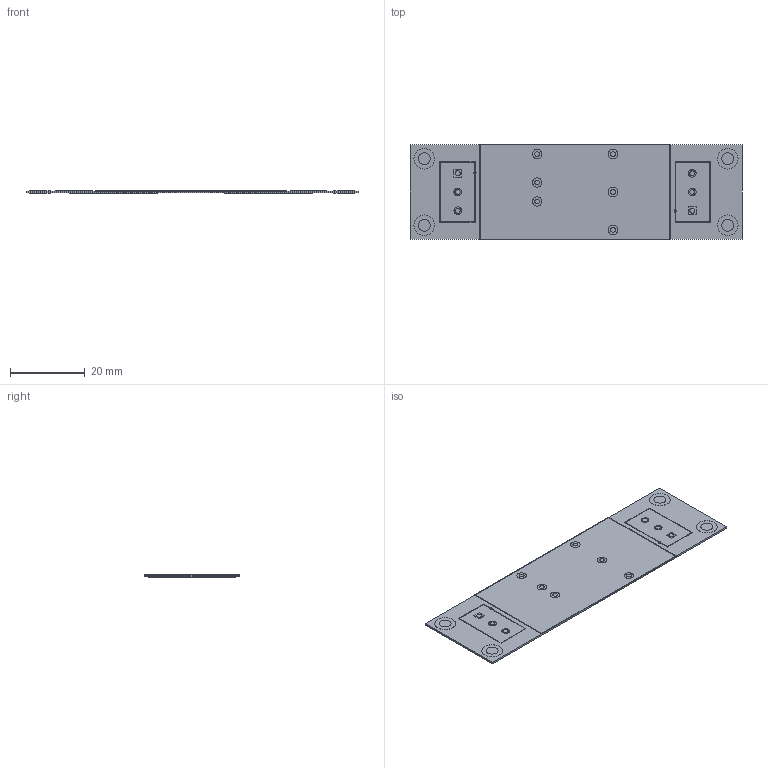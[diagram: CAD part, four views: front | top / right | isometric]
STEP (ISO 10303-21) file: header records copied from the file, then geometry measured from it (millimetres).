
FILE_DESCRIPTION( ( '' ), ' ' );
FILE_NAME( '5c7a5f6eae14e51c89411628.step', '2019-03-02T10:48:14', ( '' ), ( '' ), ' ', ' ', ' ' );
FILE_SCHEMA( ( 'AUTOMOTIVE_DESIGN { 1 0 10303 214 1 1 1 1 }' ) );
Length unit declared in the file: metre
Products named in the file (88): Assem1; Open CASCADE STEP translator 6.8 29; Open CASCADE STEP translator 6.8 46; Open CASCADE STEP translator 6.8 17; Open CASCADE STEP translator 6.8 40; Open CASCADE STEP translator 6.8 42; Open CASCADE STEP translator 6.8 27; Open CASCADE STEP translator 6.8 62; Open CASCADE STEP translator 6.8 60; Open CASCADE STEP translator 6.8 20; Open CASCADE STEP translator 6.8 58; Open CASCADE STEP translator 6.8 66; Open CASCADE STEP translator 6.8 71; Open CASCADE STEP translator 6.8 37; Open CASCADE STEP translator 6.8 3; Open CASCADE STEP translator 6.8 65; Open CASCADE STEP translator 6.8 77; Open CASCADE STEP translator 6.8 83; Open CASCADE STEP translator 6.8 34; Open CASCADE STEP translator 6.8 51; Open CASCADE STEP translator 6.8 13; Open CASCADE STEP translator 6.8 48; Open CASCADE STEP translator 6.8 84; Open CASCADE STEP translator 6.8 21; Open CASCADE STEP translator 6.8 28; Open CASCADE STEP translator 6.8 53; Open CASCADE STEP translator 6.8 41; Open CASCADE STEP translator 6.8 86; Open CASCADE STEP translator 6.8 50; Open CASCADE STEP translator 6.8 68; Open CASCADE STEP translator 6.8 87; Open CASCADE STEP translator 6.8 32; Open CASCADE STEP translator 6.8 61; Open CASCADE STEP translator 6.8 54; Open CASCADE STEP translator 6.8 25; Open CASCADE STEP translator 6.8 55; Open CASCADE STEP translator 6.8 79; Open CASCADE STEP translator 6.8 57; Open CASCADE STEP translator 6.8 67; Open CASCADE STEP translator 6.8 85 ...
Assembly tree (87 placements, depth 2):
  Assem1
    Open CASCADE STEP translator 6.8 29
    Open CASCADE STEP translator 6.8 46
    Open CASCADE STEP translator 6.8 17
    Open CASCADE STEP translator 6.8 40
    Open CASCADE STEP translator 6.8 42
    Open CASCADE STEP translator 6.8 27
    Open CASCADE STEP translator 6.8 62
    Open CASCADE STEP translator 6.8 60
    Open CASCADE STEP translator 6.8 20
    Open CASCADE STEP translator 6.8 58
    Open CASCADE STEP translator 6.8 66
    Open CASCADE STEP translator 6.8 71
    Open CASCADE STEP translator 6.8 37
    Open CASCADE STEP translator 6.8 3
    Open CASCADE STEP translator 6.8 65
    Open CASCADE STEP translator 6.8 77
    Open CASCADE STEP translator 6.8 83
    Open CASCADE STEP translator 6.8 34
    Open CASCADE STEP translator 6.8 51
    Open CASCADE STEP translator 6.8 13
    Open CASCADE STEP translator 6.8 48
    Open CASCADE STEP translator 6.8 84
    Open CASCADE STEP translator 6.8 21
    Open CASCADE STEP translator 6.8 28
    Open CASCADE STEP translator 6.8 53
    Open CASCADE STEP translator 6.8 41
    Open CASCADE STEP translator 6.8 86
    Open CASCADE STEP translator 6.8 50
    Open CASCADE STEP translator 6.8 68
    Open CASCADE STEP translator 6.8 87
    Open CASCADE STEP translator 6.8 32
    Open CASCADE STEP translator 6.8 61
    Open CASCADE STEP translator 6.8 54
    Open CASCADE STEP translator 6.8 25
    Open CASCADE STEP translator 6.8 55
    Open CASCADE STEP translator 6.8 79
    Open CASCADE STEP translator 6.8 57
    Open CASCADE STEP translator 6.8 67
    Open CASCADE STEP translator 6.8 85
    Open CASCADE STEP translator 6.8 82
    Open CASCADE STEP translator 6.8 76
    Open CASCADE STEP translator 6.8 78
    Open CASCADE STEP translator 6.8 80
    Open CASCADE STEP translator 6.8 11
    Open CASCADE STEP translator 6.8 72
    Open CASCADE STEP translator 6.8 26
    Open CASCADE STEP translator 6.8 81
    Open CASCADE STEP translator 6.8 8
    Open CASCADE STEP translator 6.8 23
    Open CASCADE STEP translator 6.8 73
    Open CASCADE STEP translator 6.8 56
    Open CASCADE STEP translator 6.8 1
    Open CASCADE STEP translator 6.8 59
    Open CASCADE STEP translator 6.8 14
    Open CASCADE STEP translator 6.8 33
    Open CASCADE STEP translator 6.8 22
    Open CASCADE STEP translator 6.8 47
    Open CASCADE STEP translator 6.8 6
    Open CASCADE STEP translator 6.8 74
Bounding box: 88.9 x 25.55 x 0.6 mm (x, y, z)
Volume: 1194.6 mm3; surface area: 5887.1 mm2
Topology: 87 solids, 87 shells, 330 faces, 468 edges, 312 vertices
Faces by surface type: plane 262, cylinder 68
Full cylindrical faces by diameter (mm): 0.6 x2, 1.27 x28, 1.35 x6, 2.05 x8, 2.54 x12, 3.2 x4, 5.5 x8
Entity records: 12754 total; most frequent: DIRECTION 1372, CARTESIAN_POINT 1130, ORIENTED_EDGE 800, STYLED_ITEM 730, PRESENTATION_STYLE_ASSIGNMENT 730, COLOUR_RGB 730, AXIS2_PLACEMENT_3D 554, EDGE_LOOP 404
